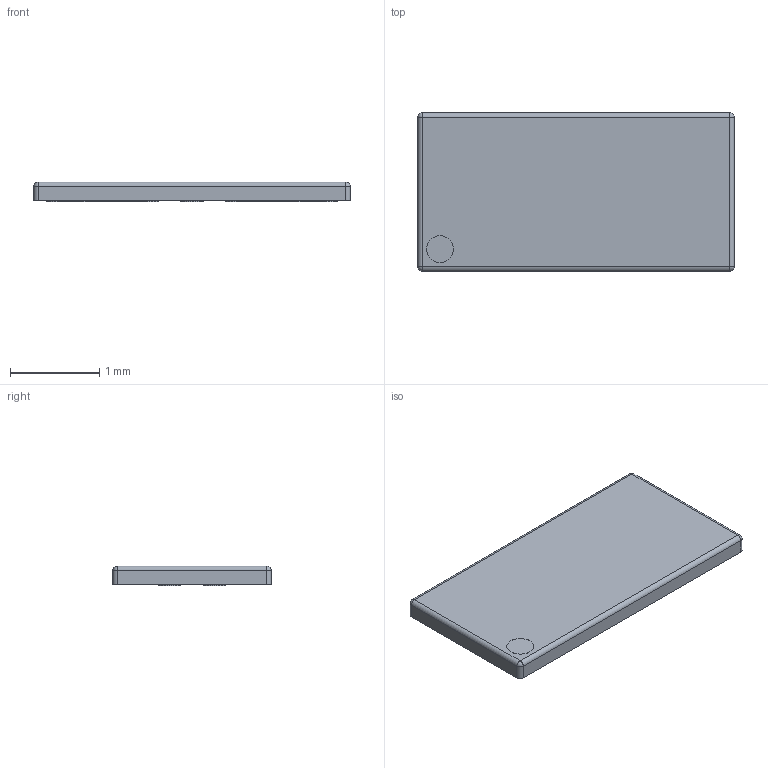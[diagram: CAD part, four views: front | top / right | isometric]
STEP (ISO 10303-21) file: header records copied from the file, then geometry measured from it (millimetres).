
FILE_DESCRIPTION(('FreeCAD Model'),'2;1');
FILE_NAME('Open CASCADE Shape Model','2023-07-18T16:04:58',(''),(''), 'Open CASCADE STEP processor 7.6','FreeCAD','Unknown');
FILE_SCHEMA(('AUTOMOTIVE_DESIGN { 1 0 10303 214 1 1 1 1 }'));
Length unit declared in the file: millimetre
Products named in the file (5): CSP6; 2; COMPOUND; COMPOUND001; Cut
Assembly tree (4 placements, depth 3):
  CSP6
    2
      COMPOUND
      COMPOUND001
    Cut
Bounding box: 3.54 x 1.77 x 0.22 mm (x, y, z)
Volume: 1.4 mm3; surface area: 18.4 mm2
Topology: 7 solids, 7 shells, 50 faces, 209 edges, 514 vertices
Faces by surface type: plane 27, cylinder 19, sphere 4
Full cylindrical faces by diameter (mm): 0.25 x2, 0.3 x1
Entity records: 4452 total; most frequent: CARTESIAN_POINT 1167, DIRECTION 553, LINE 271, VECTOR 271, ORIENTED_EDGE 186, PCURVE 186, DEFINITIONAL_REPRESENTATION 186, AXIS2_PLACEMENT_3D 133
